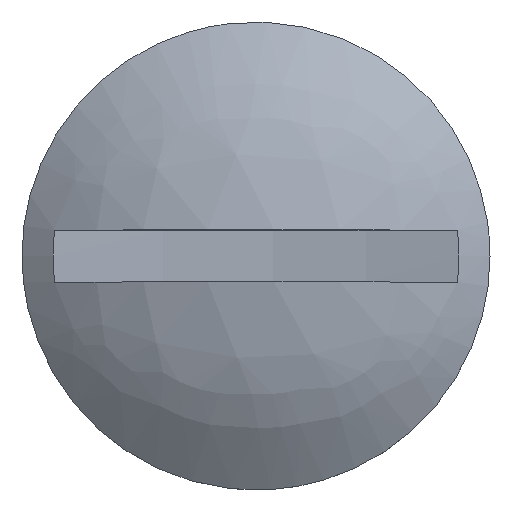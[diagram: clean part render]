
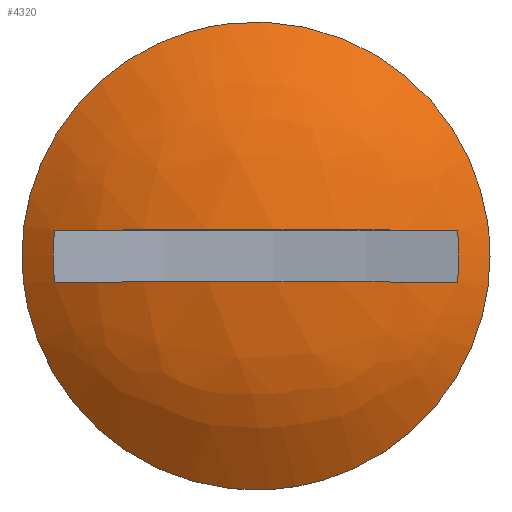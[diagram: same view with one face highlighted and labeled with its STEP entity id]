
A CAD part, top view. The second image highlights one B-rep face of the part: STEP entity #4320.
In plain terms, the highlighted free-form (B-spline) face has degree [2, 2] with [4, 4] control points.
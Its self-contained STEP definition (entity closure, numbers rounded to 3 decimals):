
#320=CARTESIAN_POINT('',(-1.062,8.937,0.8));
#321=VERTEX_POINT('',#320);
#327=CARTESIAN_POINT('',(9.0,0.0,0.8));
#328=VERTEX_POINT('',#327);
#329=CARTESIAN_POINT('',(-1.062,8.937,0.8));
#330=CARTESIAN_POINT('',(-0.533,9.,0.8));
#331=CARTESIAN_POINT('',(0.0,9.0,0.8));
#332=CARTESIAN_POINT('',(9.0,9.0,0.8));
#333=CARTESIAN_POINT('',(9.0,0.0,0.8));
#341=(BOUNDED_CURVE()B_SPLINE_CURVE(2,(#329,#330,#331,#332,#333),.UNSPECIFIED.,.F.,.U.)B_SPLINE_CURVE_WITH_KNOTS((3,2,3),(0.23,0.25,0.5),.UNSPECIFIED.)CURVE()GEOMETRIC_REPRESENTATION_ITEM()RATIONAL_B_SPLINE_CURVE((0.956,0.976,1.0,0.707,1.0))REPRESENTATION_ITEM(''));
#342=EDGE_CURVE('',#321,#328,#341,.T.);
#344=CARTESIAN_POINT('',(0.549,-8.983,0.8));
#345=VERTEX_POINT('',#344);
#346=CARTESIAN_POINT('',(9.0,0.0,0.8));
#347=CARTESIAN_POINT('',(9.0,-8.466,0.8));
#348=CARTESIAN_POINT('',(0.549,-8.983,0.8));
#356=(BOUNDED_CURVE()B_SPLINE_CURVE(2,(#346,#347,#348),.UNSPECIFIED.,.F.,.U.)B_SPLINE_CURVE_WITH_KNOTS((3,3),(0.5,0.739),.UNSPECIFIED.)CURVE()GEOMETRIC_REPRESENTATION_ITEM()RATIONAL_B_SPLINE_CURVE((1.0,0.72,0.976))REPRESENTATION_ITEM(''));
#357=EDGE_CURVE('',#328,#345,#356,.T.);
#431=CARTESIAN_POINT('',(-9.0,0.0,0.8));
#432=VERTEX_POINT('',#431);
#433=CARTESIAN_POINT('',(0.549,-8.983,0.8));
#434=CARTESIAN_POINT('',(0.275,-9.,0.8));
#435=CARTESIAN_POINT('',(0.0,-9.0,0.8));
#436=CARTESIAN_POINT('',(-9.0,-9.0,0.8));
#437=CARTESIAN_POINT('',(-9.0,0.0,0.8));
#445=(BOUNDED_CURVE()B_SPLINE_CURVE(2,(#433,#434,#435,#436,#437),.UNSPECIFIED.,.F.,.U.)B_SPLINE_CURVE_WITH_KNOTS((3,2,3),(0.739,0.75,1.0),.UNSPECIFIED.)CURVE()GEOMETRIC_REPRESENTATION_ITEM()RATIONAL_B_SPLINE_CURVE((0.976,0.988,1.0,0.707,1.0))REPRESENTATION_ITEM(''));
#446=EDGE_CURVE('',#345,#432,#445,.T.);
#448=CARTESIAN_POINT('',(-9.0,0.0,0.8));
#449=CARTESIAN_POINT('',(-9.0,7.994,0.8));
#450=CARTESIAN_POINT('',(-1.062,8.937,0.8));
#458=(BOUNDED_CURVE()B_SPLINE_CURVE(2,(#448,#449,#450),.UNSPECIFIED.,.F.,.U.)B_SPLINE_CURVE_WITH_KNOTS((3,3),(0.0,0.23),.UNSPECIFIED.)CURVE()GEOMETRIC_REPRESENTATION_ITEM()RATIONAL_B_SPLINE_CURVE((1.0,0.731,0.956))REPRESENTATION_ITEM(''));
#459=EDGE_CURVE('',#432,#321,#458,.T.);
#4161=CARTESIAN_POINT('',(-7.756,-1.,1.6));
#4162=VERTEX_POINT('',#4161);
#4163=CARTESIAN_POINT('',(7.756,-1.,1.6));
#4164=VERTEX_POINT('',#4163);
#4178=CARTESIAN_POINT('',(7.756,-1.,1.6));
#4179=CARTESIAN_POINT('',(0.,-1.,6.3));
#4180=CARTESIAN_POINT('',(-7.756,-1.,1.6));
#4188=(BOUNDED_CURVE()B_SPLINE_CURVE(2,(#4178,#4179,#4180),.UNSPECIFIED.,.F.,.U.)CURVE()GEOMETRIC_REPRESENTATION_ITEM()QUASI_UNIFORM_CURVE()RATIONAL_B_SPLINE_CURVE((1.0,0.855,1.0))REPRESENTATION_ITEM(''));
#4189=EDGE_CURVE('',#4164,#4162,#4188,.T.);
#4199=CARTESIAN_POINT('',(7.756,1.0,1.6));
#4200=VERTEX_POINT('',#4199);
#4201=CARTESIAN_POINT('',(-7.756,1.0,1.6));
#4202=VERTEX_POINT('',#4201);
#4203=CARTESIAN_POINT('',(7.756,1.0,1.6));
#4204=CARTESIAN_POINT('',(0.,1.0,6.3));
#4205=CARTESIAN_POINT('',(-7.756,1.0,1.6));
#4213=(BOUNDED_CURVE()B_SPLINE_CURVE(2,(#4203,#4204,#4205),.UNSPECIFIED.,.F.,.U.)CURVE()GEOMETRIC_REPRESENTATION_ITEM()QUASI_UNIFORM_CURVE()RATIONAL_B_SPLINE_CURVE((1.0,0.855,1.0))REPRESENTATION_ITEM(''));
#4214=EDGE_CURVE('',#4200,#4202,#4213,.T.);
#4247=CARTESIAN_POINT('',(-7.756,-1.,1.6));
#4248=CARTESIAN_POINT('',(-7.788,-0.667,1.607));
#4249=CARTESIAN_POINT('',(-7.82,0.,1.613));
#4250=CARTESIAN_POINT('',(-7.788,0.667,1.607));
#4251=CARTESIAN_POINT('',(-7.756,1.0,1.6));
#4252=B_SPLINE_CURVE_WITH_KNOTS('',3,(#4247,#4248,#4249,#4250,#4251),.UNSPECIFIED.,.F.,.U.,(4,1,4),(0.0,0.5,1.0),.UNSPECIFIED.);
#4253=EDGE_CURVE('',#4162,#4202,#4252,.T.);
#4256=CARTESIAN_POINT('',(7.756,1.0,1.6));
#4257=CARTESIAN_POINT('',(7.788,0.667,1.607));
#4258=CARTESIAN_POINT('',(7.82,0.,1.613));
#4259=CARTESIAN_POINT('',(7.788,-0.667,1.607));
#4260=CARTESIAN_POINT('',(7.756,-1.,1.6));
#4261=B_SPLINE_CURVE_WITH_KNOTS('',3,(#4256,#4257,#4258,#4259,#4260),.UNSPECIFIED.,.F.,.U.,(4,1,4),(0.0,0.5,1.0),.UNSPECIFIED.);
#4262=EDGE_CURVE('',#4200,#4164,#4261,.T.);
#4284=CARTESIAN_POINT('',(-8.669,-8.668,-2.556));
#4285=CARTESIAN_POINT('',(-4.848,-9.696,0.245));
#4286=CARTESIAN_POINT('',(4.848,-9.696,0.245));
#4287=CARTESIAN_POINT('',(8.669,-8.668,-2.556));
#4288=CARTESIAN_POINT('',(-9.696,-4.848,0.245));
#4289=CARTESIAN_POINT('',(-5.5,-5.499,3.8));
#4290=CARTESIAN_POINT('',(5.5,-5.499,3.8));
#4291=CARTESIAN_POINT('',(9.696,-4.848,0.245));
#4292=CARTESIAN_POINT('',(-9.696,4.848,0.245));
#4293=CARTESIAN_POINT('',(-5.5,5.499,3.8));
#4294=CARTESIAN_POINT('',(5.5,5.499,3.8));
#4295=CARTESIAN_POINT('',(9.696,4.848,0.245));
#4296=CARTESIAN_POINT('',(-8.669,8.668,-2.556));
#4297=CARTESIAN_POINT('',(-4.848,9.696,0.245));
#4298=CARTESIAN_POINT('',(4.848,9.696,0.245));
#4299=CARTESIAN_POINT('',(8.669,8.668,-2.556));
#4307=(BOUNDED_SURFACE()B_SPLINE_SURFACE(2,2,((#4284,#4288,#4292,#4296),(#4285,#4289,#4293,#4297),(#4286,#4290,#4294,#4298),(#4287,#4291,#4295,#4299)),.UNSPECIFIED.,.F.,.F.,.U.)B_SPLINE_SURFACE_WITH_KNOTS((3,1,3),(3,1,3),(1.152,11.305,21.458),(1.153,11.305,21.458),.UNSPECIFIED.)GEOMETRIC_REPRESENTATION_ITEM()RATIONAL_B_SPLINE_SURFACE(((1.269,1.134,1.134,1.269),(1.134,1.0,1.0,1.134),(1.134,1.0,1.0,1.134),(1.269,1.134,1.134,1.269)))REPRESENTATION_ITEM('')SURFACE());
#4308=ORIENTED_EDGE('',*,*,#446,.F.);
#4309=ORIENTED_EDGE('',*,*,#357,.F.);
#4310=ORIENTED_EDGE('',*,*,#342,.F.);
#4311=ORIENTED_EDGE('',*,*,#459,.F.);
#4312=EDGE_LOOP('',(#4308,#4309,#4310,#4311));
#4313=FACE_OUTER_BOUND('',#4312,.T.);
#4314=ORIENTED_EDGE('',*,*,#4214,.F.);
#4315=ORIENTED_EDGE('',*,*,#4262,.T.);
#4316=ORIENTED_EDGE('',*,*,#4189,.T.);
#4317=ORIENTED_EDGE('',*,*,#4253,.T.);
#4318=EDGE_LOOP('',(#4314,#4315,#4316,#4317));
#4319=FACE_BOUND('',#4318,.T.);
#4320=ADVANCED_FACE('',(#4313,#4319),#4307,.T.);
